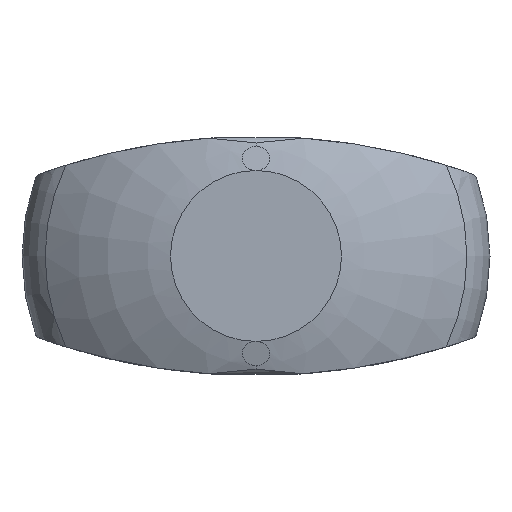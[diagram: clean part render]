
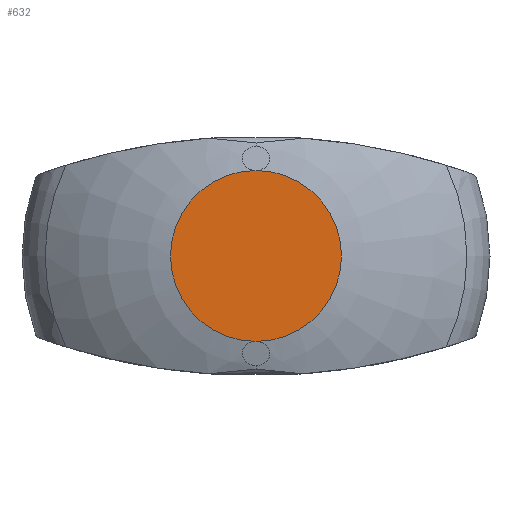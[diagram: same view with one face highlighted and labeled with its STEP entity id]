
A CAD part, top view. The second image highlights one B-rep face of the part: STEP entity #632.
In plain terms, the highlighted planar face has unit normal (0, 0, 1).
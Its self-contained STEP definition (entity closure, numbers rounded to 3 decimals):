
#632=ADVANCED_FACE('',(#1733),#1734,.T.);
#826=EDGE_CURVE('',#1558,#1346,#1947,.T.);
#868=EDGE_CURVE('',#1346,#1558,#1990,.T.);
#1346=VERTEX_POINT('',#2513);
#1558=VERTEX_POINT('',#2746);
#1733=FACE_OUTER_BOUND('',#3051,.T.);
#1734=PLANE('',#3052);
#1947=CIRCLE('',#3870,8.95);
#1990=CIRCLE('',#4031,8.95);
#2513=CARTESIAN_POINT('',(0.0,8.95,40.5));
#2746=CARTESIAN_POINT('',(0.0,-8.95,40.5));
#3051=EDGE_LOOP('',(#6832,#6833));
#3052=AXIS2_PLACEMENT_3D('',#6834,#6835,#6836);
#3870=AXIS2_PLACEMENT_3D('',#7048,#7049,#7050);
#4031=AXIS2_PLACEMENT_3D('',#7071,#7072,#7073);
#6832=ORIENTED_EDGE('',*,*,#826,.F.);
#6833=ORIENTED_EDGE('',*,*,#868,.F.);
#6834=CARTESIAN_POINT('',(-4.475,0.,40.5));
#6835=DIRECTION('',(0.,0.,1.0));
#6836=DIRECTION('',(1.0,0.,0.));
#7048=CARTESIAN_POINT('',(0.0,0.,40.5));
#7049=DIRECTION('',(-0.0,0.,-1.0));
#7050=DIRECTION('',(-1.0,0.0,0.0));
#7071=CARTESIAN_POINT('',(0.0,0.,40.5));
#7072=DIRECTION('',(-0.0,0.,-1.0));
#7073=DIRECTION('',(-1.0,0.0,0.0));
